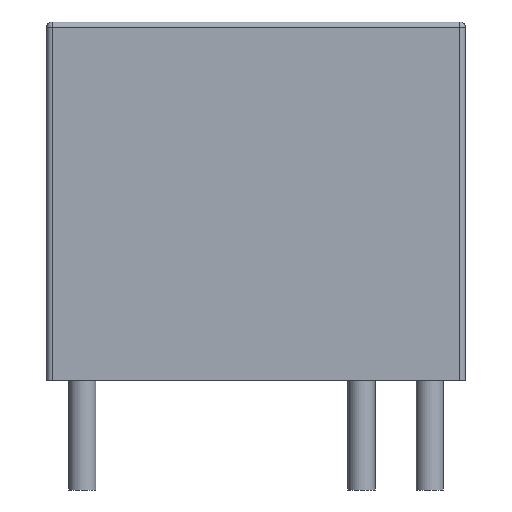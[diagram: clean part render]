
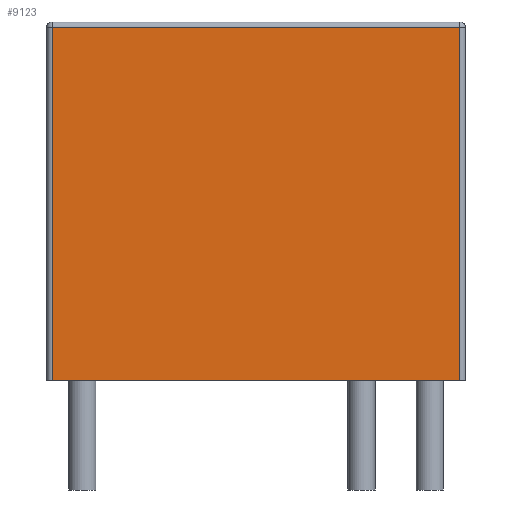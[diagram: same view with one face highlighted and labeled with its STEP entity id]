
A CAD part, front view. The second image highlights one B-rep face of the part: STEP entity #9123.
In plain terms, the highlighted planar face has unit normal (0, -1, 0).
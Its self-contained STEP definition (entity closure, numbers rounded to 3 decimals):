
#815=FACE_OUTER_BOUND('',#1356,.T.);
#1356=EDGE_LOOP('',(#8326,#8327,#8328,#8329));
#2193=LINE('',#16980,#3050);
#2199=LINE('',#17007,#3056);
#2204=LINE('',#17025,#3061);
#2208=LINE('',#17032,#3065);
#3050=VECTOR('',#10789,10.);
#3056=VECTOR('',#10821,10.);
#3061=VECTOR('',#10844,10.);
#3065=VECTOR('',#10854,10.);
#4354=VERTEX_POINT('',#16973);
#4356=VERTEX_POINT('',#16978);
#4361=VERTEX_POINT('',#16997);
#4363=VERTEX_POINT('',#17003);
#5653=EDGE_CURVE('',#4356,#4354,#2193,.T.);
#5667=EDGE_CURVE('',#4361,#4363,#2199,.T.);
#5676=EDGE_CURVE('',#4354,#4361,#2204,.T.);
#5680=EDGE_CURVE('',#4363,#4356,#2208,.T.);
#8326=ORIENTED_EDGE('',*,*,#5653,.F.);
#8327=ORIENTED_EDGE('',*,*,#5680,.F.);
#8328=ORIENTED_EDGE('',*,*,#5667,.F.);
#8329=ORIENTED_EDGE('',*,*,#5676,.F.);
#8587=PLANE('',#9444);
#9123=ADVANCED_FACE('',(#815),#8587,.T.);
#9444=AXIS2_PLACEMENT_3D('',#17070,#10904,#10905);
#10789=DIRECTION('',(0.,0.,1.));
#10821=DIRECTION('',(0.,0.,-1.));
#10844=DIRECTION('',(1.,0.,0.));
#10854=DIRECTION('',(-1.,0.,0.));
#10904=DIRECTION('center_axis',(0.,-1.,0.));
#10905=DIRECTION('ref_axis',(1.,0.,0.));
#16973=CARTESIAN_POINT('',(-7.45,-6.,12.9));
#16978=CARTESIAN_POINT('',(-7.45,-6.,0.));
#16980=CARTESIAN_POINT('',(-7.45,-6.,0.));
#16997=CARTESIAN_POINT('',(7.45,-6.,12.9));
#17003=CARTESIAN_POINT('',(7.45,-6.,0.));
#17007=CARTESIAN_POINT('',(7.45,-6.,0.));
#17025=CARTESIAN_POINT('',(-3.825,-6.,12.9));
#17032=CARTESIAN_POINT('',(7.65,-6.,0.));
#17070=CARTESIAN_POINT('Origin',(-7.65,-6.,0.));
